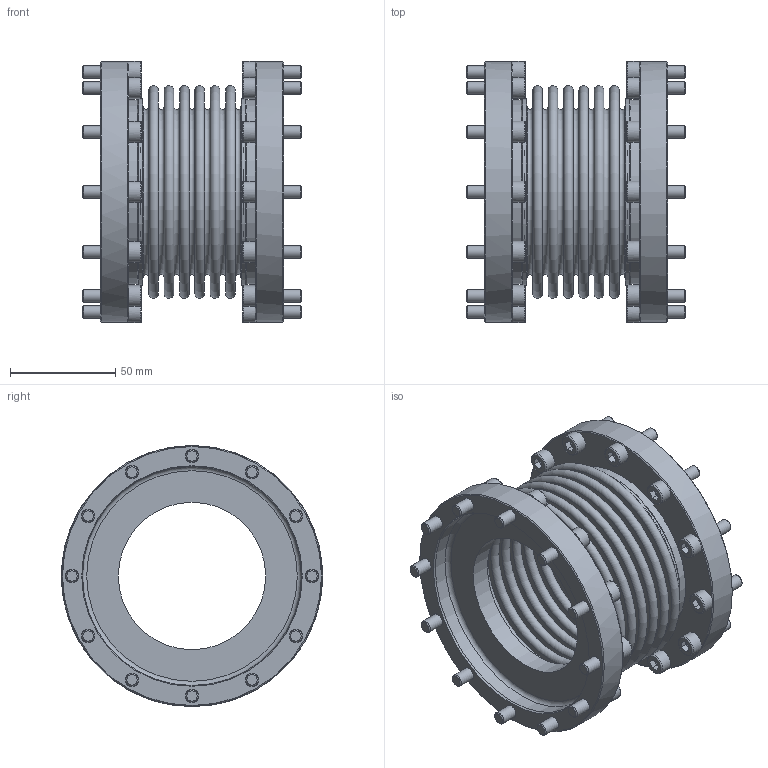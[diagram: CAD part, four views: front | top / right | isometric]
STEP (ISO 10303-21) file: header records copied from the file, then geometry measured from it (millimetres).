
FILE_DESCRIPTION(/* description */ ('Unknown'),/* implementation_level */ '2;1');
FILE_NAME(/* name */ 'KE 400 - 6W',/* time_stamp */ '2021-03-29T14:43:53+02:00',/* author */ ('Unknown'),/* organization */ ('Unknown'),/* preprocessor_version */ 'ST-DEVELOPER v16.7',/* originating_system */ 'DEX',/* authorisation */ $);
FILE_SCHEMA (('AUTOMOTIVE_DESIGN {1 0 10303 214 3 1 1}'));
Length unit declared in the file: millimetre
Products named in the file (1): KE 400 - 6W
Bounding box: 104.01 x 124 x 124 mm (x, y, z)
Volume: 215859.6 mm3; surface area: 175252.2 mm2
Topology: 1 solids, 1 shells, 612 faces, 1364 edges, 832 vertices
Faces by surface type: plane 416, cylinder 84, cone 60, torus 52
Full cylindrical faces by diameter (mm): 6 x24, 6.4 x24, 10 x24, 70 x2, 87.4 x2, 88 x2, 89 x2, 104 x2, 124 x2
Entity records: 14994 total; most frequent: DIRECTION 2782, CARTESIAN_POINT 2433, ORIENTED_EDGE 2132, AXIS2_PLACEMENT_3D 1103, EDGE_CURVE 1066, FACE_BOUND 912, EDGE_LOOP 888, VERTEX_POINT 754
